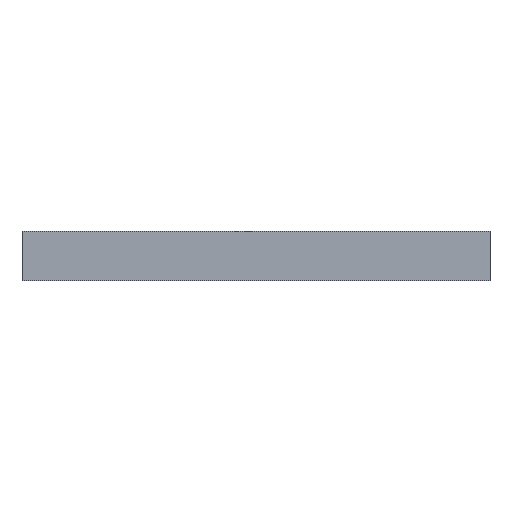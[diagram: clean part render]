
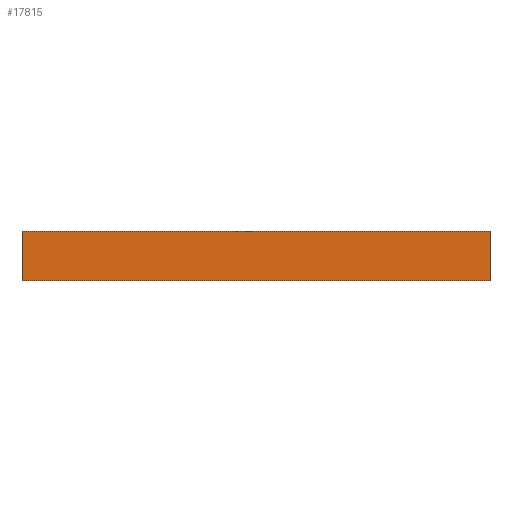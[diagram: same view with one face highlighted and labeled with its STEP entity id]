
A CAD part, front view. The second image highlights one B-rep face of the part: STEP entity #17815.
In plain terms, the highlighted planar face has unit normal (0, -1, 0).
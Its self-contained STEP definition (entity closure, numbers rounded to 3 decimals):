
#753=PLANE('',#19803);
#1735=FACE_OUTER_BOUND('',#2589,.T.);
#2589=EDGE_LOOP('',(#16069,#16070,#16071,#16072));
#4247=LINE('',#31448,#5747);
#4248=LINE('',#31451,#5748);
#4249=LINE('',#31453,#5749);
#4250=LINE('',#31454,#5750);
#5747=VECTOR('',#25243,10.);
#5748=VECTOR('',#25246,10.);
#5749=VECTOR('',#25247,10.);
#5750=VECTOR('',#25248,10.);
#8637=VERTEX_POINT('',#31444);
#8638=VERTEX_POINT('',#31446);
#8639=VERTEX_POINT('',#31450);
#8640=VERTEX_POINT('',#31452);
#11319=EDGE_CURVE('',#8637,#8638,#4247,.T.);
#11320=EDGE_CURVE('',#8639,#8637,#4248,.T.);
#11321=EDGE_CURVE('',#8640,#8638,#4249,.T.);
#11322=EDGE_CURVE('',#8639,#8640,#4250,.T.);
#16069=ORIENTED_EDGE('',*,*,#11320,.T.);
#16070=ORIENTED_EDGE('',*,*,#11319,.T.);
#16071=ORIENTED_EDGE('',*,*,#11321,.F.);
#16072=ORIENTED_EDGE('',*,*,#11322,.F.);
#17815=ADVANCED_FACE('',(#1735),#753,.T.);
#19803=AXIS2_PLACEMENT_3D('',#31449,#25244,#25245);
#25243=DIRECTION('',(0.,0.,1.));
#25244=DIRECTION('center_axis',(0.,-1.,0.));
#25245=DIRECTION('ref_axis',(1.,0.,0.));
#25246=DIRECTION('',(1.,0.,0.));
#25247=DIRECTION('',(1.,0.,0.));
#25248=DIRECTION('',(0.,0.,1.));
#31444=CARTESIAN_POINT('',(118.,-10.,0.));
#31446=CARTESIAN_POINT('',(118.,-10.,13.));
#31448=CARTESIAN_POINT('',(118.,-10.,0.));
#31449=CARTESIAN_POINT('Origin',(-6.,-10.,0.));
#31450=CARTESIAN_POINT('',(-6.,-10.,0.));
#31451=CARTESIAN_POINT('',(-6.,-10.,0.));
#31452=CARTESIAN_POINT('',(-6.,-10.,13.));
#31453=CARTESIAN_POINT('',(-6.,-10.,13.));
#31454=CARTESIAN_POINT('',(-6.,-10.,0.));
